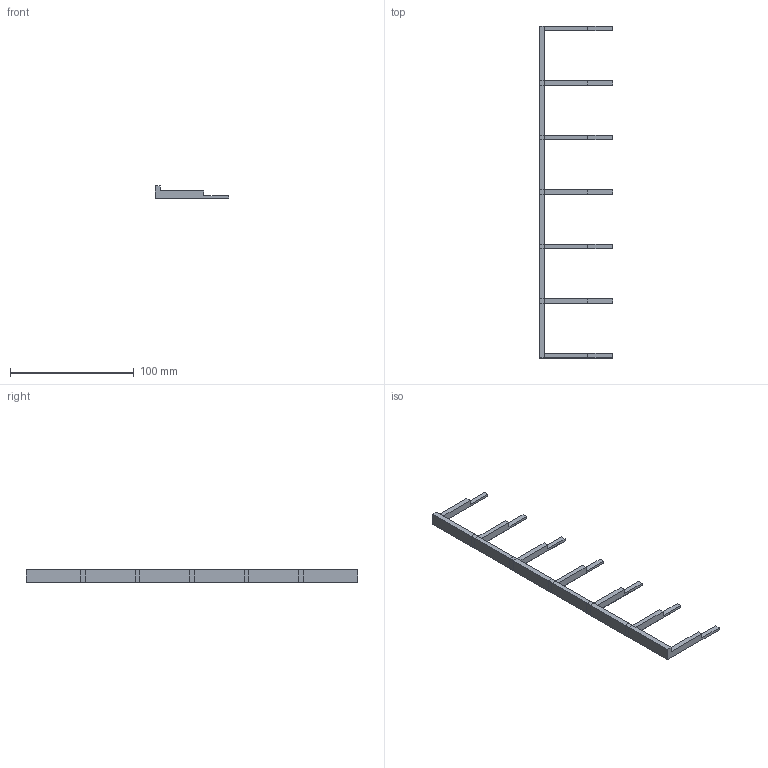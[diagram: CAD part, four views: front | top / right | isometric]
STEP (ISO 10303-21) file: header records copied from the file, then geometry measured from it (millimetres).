
FILE_DESCRIPTION(('FreeCAD Model'),'2;1');
FILE_NAME('Open CASCADE Shape Model','2024-03-07T12:48:58',(''),(''), 'Open CASCADE STEP processor 7.6','Ondsel','Unknown');
FILE_SCHEMA(('AUTOMOTIVE_DESIGN { 1 0 10303 214 1 1 1 1 }'));
Length unit declared in the file: millimetre
Products named in the file (2): Array; Body
Assembly tree (6 placements, depth 2):
  Array
    Body  x6
Bounding box: 59 x 268 x 10 mm (x, y, z)
Volume: 23520 mm3; surface area: 19824 mm2
Topology: 6 solids, 6 shells, 96 faces, 252 edges, 168 vertices
Faces by surface type: plane 96
Entity records: 566 total; most frequent: CARTESIAN_POINT 93, DIRECTION 88, ORIENTED_EDGE 84, EDGE_CURVE 42, LINE 42, VECTOR 42, VERTEX_POINT 28, AXIS2_PLACEMENT_3D 23
